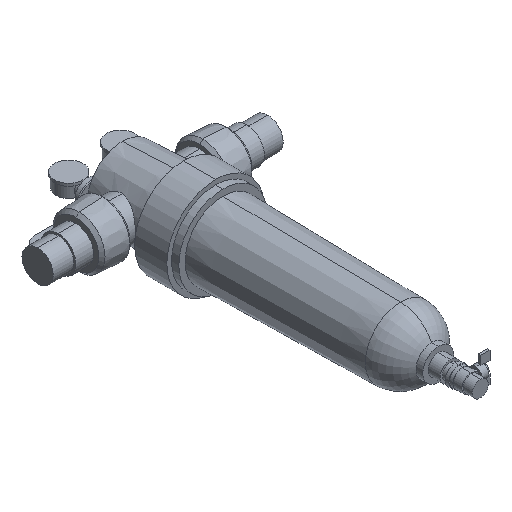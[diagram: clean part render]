
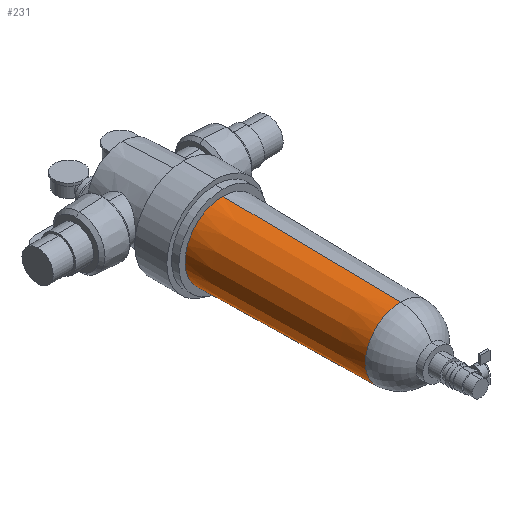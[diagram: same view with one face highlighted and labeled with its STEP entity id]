
A CAD part, isometric view. The second image highlights one B-rep face of the part: STEP entity #231.
In plain terms, the highlighted conical face has half-angle 0.921 degrees and reference radius 73 mm.
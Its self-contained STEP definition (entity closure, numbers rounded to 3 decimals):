
#55 = DIRECTION ( 'NONE',  ( 0., 1., 0.016 ) ) ;
#231 = ADVANCED_FACE ( 'NONE', ( #2031 ), #1258, .T. ) ;
#335 = ORIENTED_EDGE ( 'NONE', *, *, #3689, .F. ) ;
#354 = CARTESIAN_POINT ( 'NONE',  ( 0., -477.5, -67.5 ) ) ;
#450 = CARTESIAN_POINT ( 'NONE',  ( 0., -135.5, 73. ) ) ;
#955 = CARTESIAN_POINT ( 'NONE',  ( 0., -135.5, -73. ) ) ;
#1106 = CARTESIAN_POINT ( 'NONE',  ( 0., -135.5, 0. ) ) ;
#1258 = CONICAL_SURFACE ( 'NONE', #7818, 73., 0.016 ) ;
#1285 = AXIS2_PLACEMENT_3D ( 'NONE', #7245, #3545, #7845 ) ;
#1289 = EDGE_LOOP ( 'NONE', ( #335, #2578, #2754, #7054 ) ) ;
#1828 = VECTOR ( 'NONE', #4652, 1000. ) ;
#2031 = FACE_OUTER_BOUND ( 'NONE', #1289, .T. ) ;
#2273 = DIRECTION ( 'NONE',  ( 0., 0., 1. ) ) ;
#2578 = ORIENTED_EDGE ( 'NONE', *, *, #7915, .F. ) ;
#2754 = ORIENTED_EDGE ( 'NONE', *, *, #6826, .T. ) ;
#2817 = CIRCLE ( 'NONE', #1285, 73. ) ;
#3177 = VERTEX_POINT ( 'NONE', #450 ) ;
#3190 = DIRECTION ( 'NONE',  ( 0., -1., 0. ) ) ;
#3465 = VERTEX_POINT ( 'NONE', #955 ) ;
#3545 = DIRECTION ( 'NONE',  ( 0., -1., 0. ) ) ;
#3667 = VERTEX_POINT ( 'NONE', #354 ) ;
#3689 = EDGE_CURVE ( 'NONE', #3667, #3465, #6700, .T. ) ;
#4034 = CARTESIAN_POINT ( 'NONE',  ( 0., -135.5, -73. ) ) ;
#4147 = DIRECTION ( 'NONE',  ( 0., 1., 0. ) ) ;
#4267 = AXIS2_PLACEMENT_3D ( 'NONE', #6861, #3190, #7480 ) ;
#4652 = DIRECTION ( 'NONE',  ( 0., 1., -0.016 ) ) ;
#4856 = CIRCLE ( 'NONE', #4267, 67.5 ) ;
#4944 = VERTEX_POINT ( 'NONE', #7776 ) ;
#5914 = EDGE_CURVE ( 'NONE', #3177, #3465, #2817, .T. ) ;
#6700 = LINE ( 'NONE', #4034, #1828 ) ;
#6826 = EDGE_CURVE ( 'NONE', #4944, #3177, #7631, .T. ) ;
#6861 = CARTESIAN_POINT ( 'NONE',  ( 0., -477.5, 0. ) ) ;
#7054 = ORIENTED_EDGE ( 'NONE', *, *, #5914, .T. ) ;
#7245 = CARTESIAN_POINT ( 'NONE',  ( 0., -135.5, 0. ) ) ;
#7380 = CARTESIAN_POINT ( 'NONE',  ( 0., -135.5, 73. ) ) ;
#7431 = VECTOR ( 'NONE', #55, 1000. ) ;
#7480 = DIRECTION ( 'NONE',  ( 0., 0., -1. ) ) ;
#7631 = LINE ( 'NONE', #7380, #7431 ) ;
#7776 = CARTESIAN_POINT ( 'NONE',  ( 0., -477.5, 67.5 ) ) ;
#7818 = AXIS2_PLACEMENT_3D ( 'NONE', #1106, #4147, #2273 ) ;
#7845 = DIRECTION ( 'NONE',  ( 0., 0., -1. ) ) ;
#7915 = EDGE_CURVE ( 'NONE', #4944, #3667, #4856, .T. ) ;
